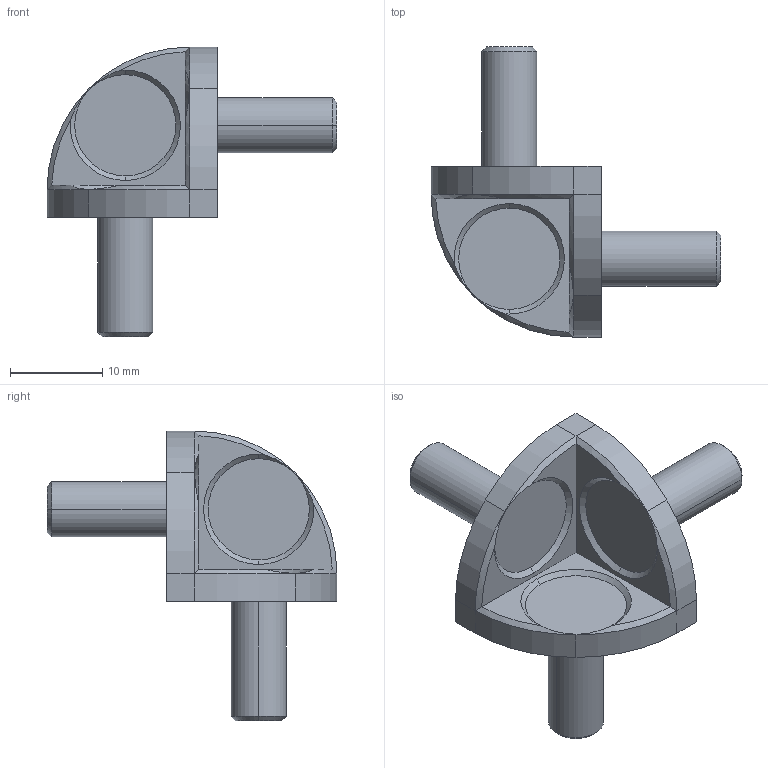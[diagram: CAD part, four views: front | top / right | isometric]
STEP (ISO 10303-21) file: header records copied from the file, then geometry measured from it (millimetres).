
FILE_DESCRIPTION (( 'STEP AP203' ), '1' );
FILE_NAME ('3_842_519_318_Bosch.step', '2024-06-10T07:48:41', ( '' ), ( '' ), 'SwSTEP 2.0', 'SolidWorks 2014', '' );
FILE_SCHEMA (( 'CONFIG_CONTROL_DESIGN' ));
Length unit declared in the file: millimetre
Products named in the file (1): 3_842_519_318_Bosch
Bounding box: 31.5 x 31.5 x 31.5 mm (x, y, z)
Volume: 3337.7 mm3; surface area: 2473.3 mm2
Topology: 1 solids, 1 shells, 56 faces, 130 edges, 79 vertices
Faces by surface type: cone 29, plane 15, cylinder 12
Entity records: 1888 total; most frequent: CARTESIAN_POINT 523, DIRECTION 282, ORIENTED_EDGE 262, EDGE_CURVE 131, AXIS2_PLACEMENT_3D 114, VERTEX_POINT 80, EDGE_LOOP 59, CIRCLE 57
